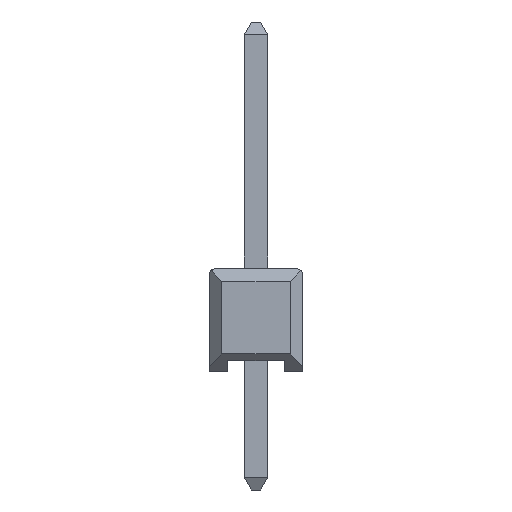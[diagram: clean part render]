
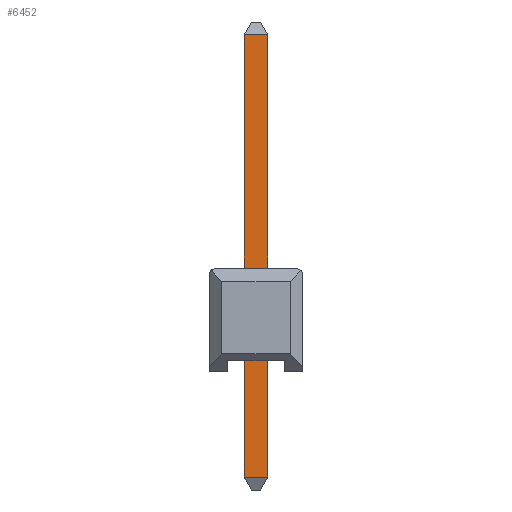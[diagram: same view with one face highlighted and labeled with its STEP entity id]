
A CAD part, front view. The second image highlights one B-rep face of the part: STEP entity #6452.
In plain terms, the highlighted free-form (B-spline) face has degree [1, 1] with [2, 2] control points.
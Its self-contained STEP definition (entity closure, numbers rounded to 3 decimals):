
#5714 = B_SPLINE_SURFACE_WITH_KNOTS('',1,1,(
    (#5715,#5716)
    ,(#5717,#5718
    )),.UNSPECIFIED.,.F.,.F.,.F.,(2,2),(2,2),(0.01,
    0.4),(-0.64,-0.01),.PIECEWISE_BEZIER_KNOTS.);
#5715 = CARTESIAN_POINT('',(0.315,-33.145,-3.2)
  );
#5716 = CARTESIAN_POINT('',(-0.315,-33.145,-3.2)
  );
#5717 = CARTESIAN_POINT('',(0.315,-33.335,-2.86)
  );
#5718 = CARTESIAN_POINT('',(-0.315,-33.335,-2.86)
  );
#5752 = VERTEX_POINT('',#5753);
#5753 = CARTESIAN_POINT('',(-0.315,-33.335,-2.86)
  );
#5790 = B_SPLINE_SURFACE_WITH_KNOTS('',1,1,(
    (#5791,#5792)
    ,(#5793,#5794
    )),.UNSPECIFIED.,.F.,.F.,.F.,(2,2),(2,2),(-9.358,
    0.093),(-0.64,0.01),
  .PIECEWISE_BEZIER_KNOTS.);
#5791 = CARTESIAN_POINT('',(-0.315,-32.695,9.326)
  );
#5792 = CARTESIAN_POINT('',(-0.315,-33.345,9.326)
  );
#5793 = CARTESIAN_POINT('',(-0.315,-32.695,-2.981)
  );
#5794 = CARTESIAN_POINT('',(-0.315,-33.345,-2.981));
#6008 = VERTEX_POINT('',#6009);
#6009 = CARTESIAN_POINT('',(0.315,-33.335,-2.86)
  );
#6044 = B_SPLINE_SURFACE_WITH_KNOTS('',1,1,(
    (#6045,#6046)
    ,(#6047,#6048
    )),.UNSPECIFIED.,.F.,.F.,.F.,(2,2),(2,2),(-0.64,0.01),(
    -9.358,0.093),.PIECEWISE_BEZIER_KNOTS.);
#6045 = CARTESIAN_POINT('',(0.315,-32.695,9.326));
#6046 = CARTESIAN_POINT('',(0.315,-32.695,-2.981)
  );
#6047 = CARTESIAN_POINT('',(0.315,-33.345,9.326));
#6048 = CARTESIAN_POINT('',(0.315,-33.345,-2.981));
#6079 = EDGE_CURVE('',#6008,#5752,#6080,.T.);
#6080 = SURFACE_CURVE('',#6081,(#6084,#6090),.PCURVE_S1.);
#6081 = B_SPLINE_CURVE_WITH_KNOTS('',1,(#6082,#6083),.UNSPECIFIED.,.F.,
  .F.,(2,2),(-9.896,-9.266),.PIECEWISE_BEZIER_KNOTS.);
#6082 = CARTESIAN_POINT('',(0.315,-33.335,-2.86)
  );
#6083 = CARTESIAN_POINT('',(-0.315,-33.335,-2.86)
  );
#6084 = PCURVE('',#5714,#6085);
#6085 = DEFINITIONAL_REPRESENTATION('',(#6086),#6089);
#6086 = B_SPLINE_CURVE_WITH_KNOTS('',1,(#6087,#6088),.UNSPECIFIED.,.F.,
  .F.,(2,2),(-9.896,-9.266),.PIECEWISE_BEZIER_KNOTS.);
#6087 = CARTESIAN_POINT('',(0.4,-0.64));
#6088 = CARTESIAN_POINT('',(0.4,-0.01));
#6089 = ( GEOMETRIC_REPRESENTATION_CONTEXT(2) 
PARAMETRIC_REPRESENTATION_CONTEXT() REPRESENTATION_CONTEXT('2D SPACE',''
  ) );
#6090 = PCURVE('',#6091,#6096);
#6091 = B_SPLINE_SURFACE_WITH_KNOTS('',1,1,(
    (#6092,#6093)
    ,(#6094,#6095
    )),.UNSPECIFIED.,.F.,.F.,.F.,(2,2),(2,2),(0.121,
    12.136),(-0.64,-0.01),.PIECEWISE_BEZIER_KNOTS.);
#6092 = CARTESIAN_POINT('',(0.315,-33.335,-2.86)
  );
#6093 = CARTESIAN_POINT('',(-0.315,-33.335,-2.86)
  );
#6094 = CARTESIAN_POINT('',(0.315,-33.335,9.156));
#6095 = CARTESIAN_POINT('',(-0.315,-33.335,9.156)
  );
#6096 = DEFINITIONAL_REPRESENTATION('',(#6097),#6100);
#6097 = B_SPLINE_CURVE_WITH_KNOTS('',1,(#6098,#6099),.UNSPECIFIED.,.F.,
  .F.,(2,2),(-9.896,-9.266),.PIECEWISE_BEZIER_KNOTS.);
#6098 = CARTESIAN_POINT('',(0.121,-0.64));
#6099 = CARTESIAN_POINT('',(0.121,-0.01));
#6100 = ( GEOMETRIC_REPRESENTATION_CONTEXT(2) 
PARAMETRIC_REPRESENTATION_CONTEXT() REPRESENTATION_CONTEXT('2D SPACE',''
  ) );
#6212 = VERTEX_POINT('',#6213);
#6213 = CARTESIAN_POINT('',(0.315,-33.335,9.156));
#6225 = B_SPLINE_SURFACE_WITH_KNOTS('',1,1,(
    (#6226,#6227)
    ,(#6228,#6229
    )),.UNSPECIFIED.,.F.,.F.,.F.,(2,2),(2,2),(-0.399,
    -0.01),(-0.64,-0.01),.PIECEWISE_BEZIER_KNOTS.);
#6226 = CARTESIAN_POINT('',(0.315,-33.335,9.156));
#6227 = CARTESIAN_POINT('',(-0.315,-33.335,9.156)
  );
#6228 = CARTESIAN_POINT('',(0.315,-33.145,9.496));
#6229 = CARTESIAN_POINT('',(-0.315,-33.145,9.496)
  );
#6299 = VERTEX_POINT('',#6300);
#6300 = CARTESIAN_POINT('',(-0.315,-33.335,9.156)
  );
#6318 = EDGE_CURVE('',#6299,#6212,#6319,.T.);
#6319 = SURFACE_CURVE('',#6320,(#6323,#6329),.PCURVE_S1.);
#6320 = B_SPLINE_CURVE_WITH_KNOTS('',1,(#6321,#6322),.UNSPECIFIED.,.F.,
  .F.,(2,2),(-19.791,-19.161),.PIECEWISE_BEZIER_KNOTS.);
#6321 = CARTESIAN_POINT('',(-0.315,-33.335,9.156)
  );
#6322 = CARTESIAN_POINT('',(0.315,-33.335,9.156));
#6323 = PCURVE('',#6225,#6324);
#6324 = DEFINITIONAL_REPRESENTATION('',(#6325),#6328);
#6325 = B_SPLINE_CURVE_WITH_KNOTS('',1,(#6326,#6327),.UNSPECIFIED.,.F.,
  .F.,(2,2),(-19.791,-19.161),.PIECEWISE_BEZIER_KNOTS.);
#6326 = CARTESIAN_POINT('',(-0.399,-0.01));
#6327 = CARTESIAN_POINT('',(-0.399,-0.64));
#6328 = ( GEOMETRIC_REPRESENTATION_CONTEXT(2) 
PARAMETRIC_REPRESENTATION_CONTEXT() REPRESENTATION_CONTEXT('2D SPACE',''
  ) );
#6329 = PCURVE('',#6091,#6330);
#6330 = DEFINITIONAL_REPRESENTATION('',(#6331),#6334);
#6331 = B_SPLINE_CURVE_WITH_KNOTS('',1,(#6332,#6333),.UNSPECIFIED.,.F.,
  .F.,(2,2),(-19.791,-19.161),.PIECEWISE_BEZIER_KNOTS.);
#6332 = CARTESIAN_POINT('',(12.136,-0.01));
#6333 = CARTESIAN_POINT('',(12.136,-0.64));
#6334 = ( GEOMETRIC_REPRESENTATION_CONTEXT(2) 
PARAMETRIC_REPRESENTATION_CONTEXT() REPRESENTATION_CONTEXT('2D SPACE',''
  ) );
#6432 = EDGE_CURVE('',#6212,#6008,#6433,.T.);
#6433 = SURFACE_CURVE('',#6434,(#6437,#6444),.PCURVE_S1.);
#6434 = B_SPLINE_CURVE_WITH_KNOTS('',1,(#6435,#6436),.UNSPECIFIED.,.F.,
  .F.,(2,2),(-19.123,-9.896),.PIECEWISE_BEZIER_KNOTS.);
#6435 = CARTESIAN_POINT('',(0.315,-33.335,9.156));
#6436 = CARTESIAN_POINT('',(0.315,-33.335,-2.86)
  );
#6437 = PCURVE('',#6044,#6438);
#6438 = DEFINITIONAL_REPRESENTATION('',(#6439),#6443);
#6439 = B_SPLINE_CURVE_WITH_KNOTS('',2,(#6440,#6441,#6442),
  .UNSPECIFIED.,.F.,.F.,(3,3),(-19.123,-9.896),
  .PIECEWISE_BEZIER_KNOTS.);
#6440 = CARTESIAN_POINT('',(0.,-9.227));
#6441 = CARTESIAN_POINT('',(0.,-4.614));
#6442 = CARTESIAN_POINT('',(0.,0.));
#6443 = ( GEOMETRIC_REPRESENTATION_CONTEXT(2) 
PARAMETRIC_REPRESENTATION_CONTEXT() REPRESENTATION_CONTEXT('2D SPACE',''
  ) );
#6444 = PCURVE('',#6091,#6445);
#6445 = DEFINITIONAL_REPRESENTATION('',(#6446),#6449);
#6446 = B_SPLINE_CURVE_WITH_KNOTS('',1,(#6447,#6448),.UNSPECIFIED.,.F.,
  .F.,(2,2),(-19.123,-9.896),.PIECEWISE_BEZIER_KNOTS.);
#6447 = CARTESIAN_POINT('',(12.136,-0.64));
#6448 = CARTESIAN_POINT('',(0.121,-0.64));
#6449 = ( GEOMETRIC_REPRESENTATION_CONTEXT(2) 
PARAMETRIC_REPRESENTATION_CONTEXT() REPRESENTATION_CONTEXT('2D SPACE',''
  ) );
#6452 = ADVANCED_FACE('',(#6453),#6091,.T.);
#6453 = FACE_BOUND('',#6454,.T.);
#6454 = EDGE_LOOP('',(#6455,#6474,#6475,#6476));
#6455 = ORIENTED_EDGE('',*,*,#6456,.T.);
#6456 = EDGE_CURVE('',#6299,#5752,#6457,.T.);
#6457 = SURFACE_CURVE('',#6458,(#6461,#6467),.PCURVE_S1.);
#6458 = B_SPLINE_CURVE_WITH_KNOTS('',1,(#6459,#6460),.UNSPECIFIED.,.F.,
  .F.,(2,2),(0.038,9.266),
  .PIECEWISE_BEZIER_KNOTS.);
#6459 = CARTESIAN_POINT('',(-0.315,-33.335,9.156)
  );
#6460 = CARTESIAN_POINT('',(-0.315,-33.335,-2.86)
  );
#6461 = PCURVE('',#6091,#6462);
#6462 = DEFINITIONAL_REPRESENTATION('',(#6463),#6466);
#6463 = B_SPLINE_CURVE_WITH_KNOTS('',1,(#6464,#6465),.UNSPECIFIED.,.F.,
  .F.,(2,2),(0.038,9.266),
  .PIECEWISE_BEZIER_KNOTS.);
#6464 = CARTESIAN_POINT('',(12.136,-0.01));
#6465 = CARTESIAN_POINT('',(0.121,-0.01));
#6466 = ( GEOMETRIC_REPRESENTATION_CONTEXT(2) 
PARAMETRIC_REPRESENTATION_CONTEXT() REPRESENTATION_CONTEXT('2D SPACE',''
  ) );
#6467 = PCURVE('',#5790,#6468);
#6468 = DEFINITIONAL_REPRESENTATION('',(#6469),#6473);
#6469 = B_SPLINE_CURVE_WITH_KNOTS('',2,(#6470,#6471,#6472),
  .UNSPECIFIED.,.F.,.F.,(3,3),(0.038,9.266),
  .PIECEWISE_BEZIER_KNOTS.);
#6470 = CARTESIAN_POINT('',(-9.227,0.));
#6471 = CARTESIAN_POINT('',(-4.614,0.));
#6472 = CARTESIAN_POINT('',(0.,0.));
#6473 = ( GEOMETRIC_REPRESENTATION_CONTEXT(2) 
PARAMETRIC_REPRESENTATION_CONTEXT() REPRESENTATION_CONTEXT('2D SPACE',''
  ) );
#6474 = ORIENTED_EDGE('',*,*,#6079,.F.);
#6475 = ORIENTED_EDGE('',*,*,#6432,.F.);
#6476 = ORIENTED_EDGE('',*,*,#6318,.F.);
